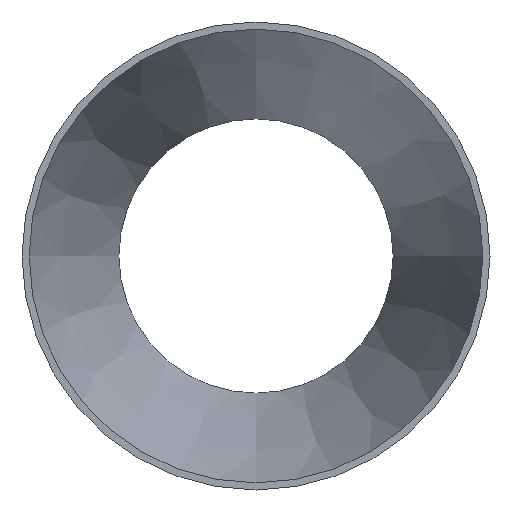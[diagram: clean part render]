
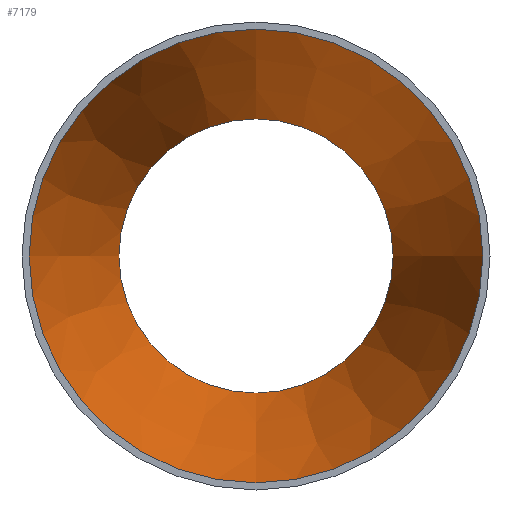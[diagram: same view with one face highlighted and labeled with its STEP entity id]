
A CAD part, front view. The second image highlights one B-rep face of the part: STEP entity #7179.
In plain terms, the highlighted conical face has half-angle 16.389 degrees and reference radius 132.331 mm.
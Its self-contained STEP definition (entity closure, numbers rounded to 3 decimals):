
#424 = CARTESIAN_POINT ( 'NONE',  ( 0., 0., 0. ) ) ;
#1102 = VERTEX_POINT ( 'NONE', #5645 ) ;
#1207 = CIRCLE ( 'NONE', #24016, 132.331 ) ;
#1506 = ORIENTED_EDGE ( 'NONE', *, *, #14205, .T. ) ;
#3350 = CIRCLE ( 'NONE', #19474, 79.981 ) ;
#4799 = DIRECTION ( 'NONE',  ( 0., 0., -1. ) ) ;
#5645 = CARTESIAN_POINT ( 'NONE',  ( 0., 0., -132.331 ) ) ;
#6877 = CARTESIAN_POINT ( 'NONE',  ( 0., 178., 0. ) ) ;
#7179 = ADVANCED_FACE ( 'NONE', ( #11768, #21850 ), #12647, .F. ) ;
#11395 = ORIENTED_EDGE ( 'NONE', *, *, #20502, .F. ) ;
#11440 = DIRECTION ( 'NONE',  ( 0., -1., 0. ) ) ;
#11608 = CARTESIAN_POINT ( 'NONE',  ( 0., 0., 0. ) ) ;
#11768 = FACE_BOUND ( 'NONE', #12680, .T. ) ;
#12647 = CONICAL_SURFACE ( 'NONE', #30815, 132.331, 0.286 ) ;
#12680 = EDGE_LOOP ( 'NONE', ( #11395 ) ) ;
#13886 = DIRECTION ( 'NONE',  ( 0., 0., -1. ) ) ;
#14205 = EDGE_CURVE ( 'NONE', #1102, #1102, #1207, .T. ) ;
#16801 = DIRECTION ( 'NONE',  ( 0., 0., -1. ) ) ;
#19474 = AXIS2_PLACEMENT_3D ( 'NONE', #6877, #24433, #16801 ) ;
#20502 = EDGE_CURVE ( 'NONE', #28564, #28564, #3350, .T. ) ;
#21850 = FACE_OUTER_BOUND ( 'NONE', #25925, .T. ) ;
#24016 = AXIS2_PLACEMENT_3D ( 'NONE', #424, #27074, #4799 ) ;
#24433 = DIRECTION ( 'NONE',  ( 0., -1., 0. ) ) ;
#25482 = CARTESIAN_POINT ( 'NONE',  ( 0., 178., -79.981 ) ) ;
#25925 = EDGE_LOOP ( 'NONE', ( #1506 ) ) ;
#27074 = DIRECTION ( 'NONE',  ( 0., -1., 0. ) ) ;
#28564 = VERTEX_POINT ( 'NONE', #25482 ) ;
#30815 = AXIS2_PLACEMENT_3D ( 'NONE', #11608, #11440, #13886 ) ;
